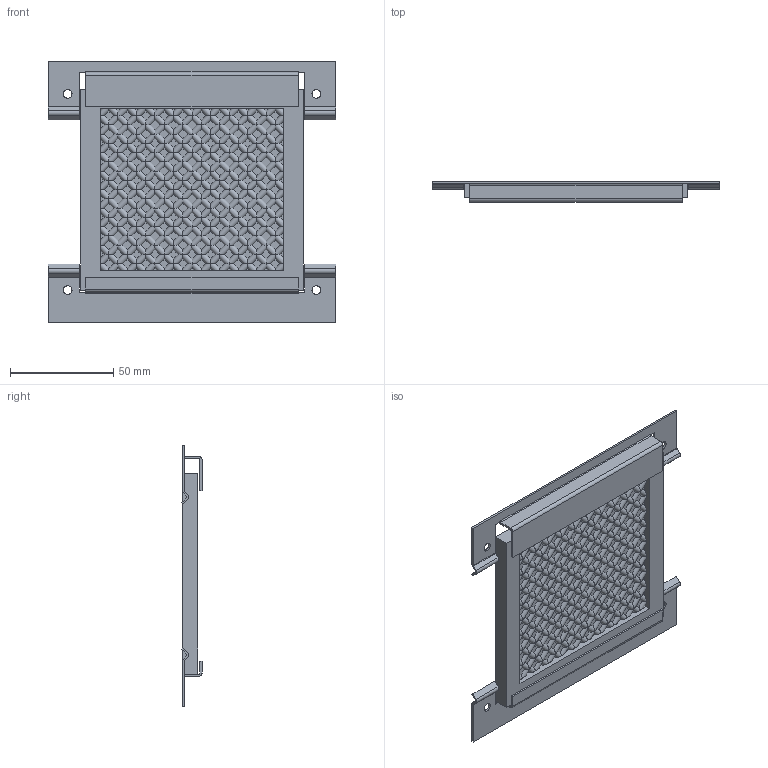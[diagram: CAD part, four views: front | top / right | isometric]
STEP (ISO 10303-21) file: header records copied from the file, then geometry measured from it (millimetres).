
FILE_DESCRIPTION (( 'STEP AP203' ), '1' );
FILE_NAME ('SCE-FLT43.step', '2021-02-09T22:16:50', ( 'ADC123' ), ( 'Microsoft' ), 'SwSTEP 2.0', 'SolidWorks 2019', '' );
FILE_SCHEMA (( 'CONFIG_CONTROL_DESIGN' ));
Length unit declared in the file: inch
Products named in the file (1): SCE-FLT43
Bounding box: 139.7 x 9.75 x 127 mm (x, y, z)
Volume: 49943.8 mm3; surface area: 46573.3 mm2
Topology: 3 solids, 3 shells, 1218 faces, 3300 edges, 2090 vertices
Faces by surface type: cylinder 748, plane 470
Full cylindrical faces by diameter (mm): 4.216 x4
Entity records: 37171 total; most frequent: CARTESIAN_POINT 11153, ORIENTED_EDGE 6592, DIRECTION 4274, EDGE_CURVE 3296, VERTEX_POINT 2090, LINE 1724, VECTOR 1724, AXIS2_PLACEMENT_3D 1275
